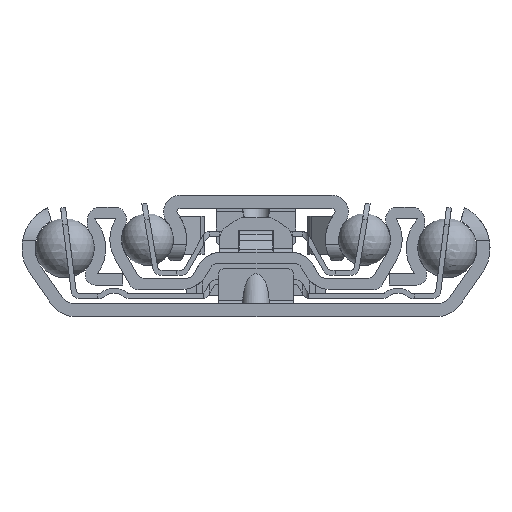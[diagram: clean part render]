
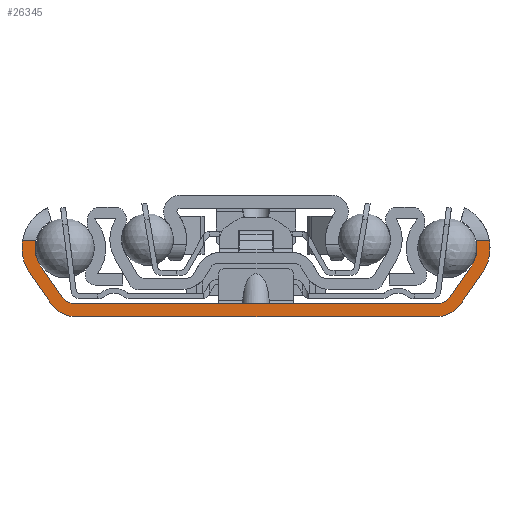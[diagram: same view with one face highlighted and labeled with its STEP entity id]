
A CAD part, left-side view. The second image highlights one B-rep face of the part: STEP entity #26345.
In plain terms, the highlighted planar face has unit normal (-1, 0, 0).
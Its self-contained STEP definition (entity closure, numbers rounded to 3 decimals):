
#496=PLANE('',#28185);
#1558=FACE_OUTER_BOUND('',#2933,.T.);
#2933=EDGE_LOOP('',(#18231,#18232,#18233,#18234,#18235,#18236,#18237,#18238,
#18239,#18240,#18241,#18242,#18243,#18244,#18245,#18246));
#4318=LINE('',#38837,#6838);
#4438=LINE('',#40051,#6958);
#4478=LINE('',#40196,#6998);
#4479=LINE('',#40211,#6999);
#4483=LINE('',#40222,#7003);
#4485=LINE('',#40229,#7005);
#4488=LINE('',#40238,#7008);
#4490=LINE('',#40245,#7010);
#6838=VECTOR('',#30686,10.);
#6958=VECTOR('',#31218,10.);
#6998=VECTOR('',#31328,10.);
#6999=VECTOR('',#31333,10.);
#7003=VECTOR('',#31349,10.);
#7005=VECTOR('',#31357,10.);
#7008=VECTOR('',#31370,10.);
#7010=VECTOR('',#31378,10.);
#9457=CIRCLE('',#28113,6.725);
#9466=CIRCLE('',#28124,4.75);
#9477=CIRCLE('',#28170,4.5);
#9478=CIRCLE('',#28173,4.75);
#9479=CIRCLE('',#28176,2.25);
#9480=CIRCLE('',#28178,2.25);
#9481=CIRCLE('',#28181,6.725);
#9482=CIRCLE('',#28184,4.5);
#10637=VERTEX_POINT('',#38835);
#10638=VERTEX_POINT('',#38836);
#10826=VERTEX_POINT('',#39959);
#10827=VERTEX_POINT('',#39972);
#10839=VERTEX_POINT('',#40002);
#10840=VERTEX_POINT('',#40013);
#10845=VERTEX_POINT('',#40049);
#10846=VERTEX_POINT('',#40050);
#10875=VERTEX_POINT('',#40182);
#10877=VERTEX_POINT('',#40199);
#10879=VERTEX_POINT('',#40218);
#10880=VERTEX_POINT('',#40224);
#10881=VERTEX_POINT('',#40228);
#10882=VERTEX_POINT('',#40234);
#10883=VERTEX_POINT('',#40240);
#10884=VERTEX_POINT('',#40244);
#13365=EDGE_CURVE('',#10637,#10638,#4318,.T.);
#13644=EDGE_CURVE('',#10826,#10827,#9457,.T.);
#13661=EDGE_CURVE('',#10839,#10840,#9466,.T.);
#13667=EDGE_CURVE('',#10845,#10846,#4438,.T.);
#13723=EDGE_CURVE('',#10875,#10839,#4478,.T.);
#13726=EDGE_CURVE('',#10877,#10826,#4479,.T.);
#13730=EDGE_CURVE('',#10879,#10845,#9477,.T.);
#13732=EDGE_CURVE('',#10827,#10879,#4483,.T.);
#13734=EDGE_CURVE('',#10880,#10877,#9478,.T.);
#13735=EDGE_CURVE('',#10881,#10880,#4485,.T.);
#13737=EDGE_CURVE('',#10638,#10881,#9479,.T.);
#13738=EDGE_CURVE('',#10882,#10637,#9480,.T.);
#13740=EDGE_CURVE('',#10840,#10882,#4488,.T.);
#13742=EDGE_CURVE('',#10883,#10875,#9481,.T.);
#13743=EDGE_CURVE('',#10884,#10883,#4490,.T.);
#13745=EDGE_CURVE('',#10846,#10884,#9482,.T.);
#18231=ORIENTED_EDGE('',*,*,#13726,.F.);
#18232=ORIENTED_EDGE('',*,*,#13734,.F.);
#18233=ORIENTED_EDGE('',*,*,#13735,.F.);
#18234=ORIENTED_EDGE('',*,*,#13737,.F.);
#18235=ORIENTED_EDGE('',*,*,#13365,.F.);
#18236=ORIENTED_EDGE('',*,*,#13738,.F.);
#18237=ORIENTED_EDGE('',*,*,#13740,.F.);
#18238=ORIENTED_EDGE('',*,*,#13661,.F.);
#18239=ORIENTED_EDGE('',*,*,#13723,.F.);
#18240=ORIENTED_EDGE('',*,*,#13742,.F.);
#18241=ORIENTED_EDGE('',*,*,#13743,.F.);
#18242=ORIENTED_EDGE('',*,*,#13745,.F.);
#18243=ORIENTED_EDGE('',*,*,#13667,.F.);
#18244=ORIENTED_EDGE('',*,*,#13730,.F.);
#18245=ORIENTED_EDGE('',*,*,#13732,.F.);
#18246=ORIENTED_EDGE('',*,*,#13644,.F.);
#26345=ADVANCED_FACE('',(#1558),#496,.F.);
#28113=AXIS2_PLACEMENT_3D('',#39973,#31178,#31179);
#28124=AXIS2_PLACEMENT_3D('',#40014,#31207,#31208);
#28170=AXIS2_PLACEMENT_3D('',#40219,#31344,#31345);
#28173=AXIS2_PLACEMENT_3D('',#40226,#31353,#31354);
#28176=AXIS2_PLACEMENT_3D('',#40232,#31361,#31362);
#28178=AXIS2_PLACEMENT_3D('',#40235,#31365,#31366);
#28181=AXIS2_PLACEMENT_3D('',#40242,#31374,#31375);
#28184=AXIS2_PLACEMENT_3D('',#40248,#31382,#31383);
#28185=AXIS2_PLACEMENT_3D('',#40249,#31384,#31385);
#30686=DIRECTION('',(0.,-1.,0.));
#31178=DIRECTION('center_axis',(1.,0.,0.));
#31179=DIRECTION('ref_axis',(0.,-0.421,0.907));
#31207=DIRECTION('center_axis',(-1.,0.,0.));
#31208=DIRECTION('ref_axis',(0.,-0.819,0.574));
#31218=DIRECTION('',(0.,1.,0.));
#31328=DIRECTION('',(0.,-1.,0.));
#31333=DIRECTION('',(0.,-1.,0.));
#31344=DIRECTION('center_axis',(1.,0.,0.));
#31345=DIRECTION('ref_axis',(0.,-0.819,-0.574));
#31349=DIRECTION('',(0.,0.574,-0.819));
#31353=DIRECTION('center_axis',(-1.,0.,0.));
#31354=DIRECTION('ref_axis',(0.,0.489,-0.872));
#31357=DIRECTION('',(0.,-0.574,0.819));
#31361=DIRECTION('center_axis',(-1.,0.,0.));
#31362=DIRECTION('ref_axis',(0.,0.819,0.574));
#31365=DIRECTION('center_axis',(-1.,0.,0.));
#31366=DIRECTION('ref_axis',(0.,0.,1.));
#31370=DIRECTION('',(0.,-0.574,-0.819));
#31374=DIRECTION('center_axis',(1.,0.,0.));
#31375=DIRECTION('ref_axis',(0.,0.819,-0.574));
#31378=DIRECTION('',(0.,0.574,0.819));
#31382=DIRECTION('center_axis',(1.,0.,0.));
#31383=DIRECTION('ref_axis',(0.,0.,-1.));
#31384=DIRECTION('center_axis',(1.,0.,0.));
#31385=DIRECTION('ref_axis',(0.,0.,-1.));
#38835=CARTESIAN_POINT('',(0.,27.471,2.));
#38836=CARTESIAN_POINT('',(0.,-27.471,2.));
#38837=CARTESIAN_POINT('',(0.,27.471,2.));
#39959=CARTESIAN_POINT('',(0.,-35.359,11.5));
#39972=CARTESIAN_POINT('',(0.,-34.234,6.543));
#39973=CARTESIAN_POINT('Origin',(0.,-28.725,10.4));
#40002=CARTESIAN_POINT('',(0.,33.346,11.5));
#40013=CARTESIAN_POINT('',(0.,32.616,7.676));
#40014=CARTESIAN_POINT('Origin',(0.,28.725,10.4));
#40049=CARTESIAN_POINT('',(0.,-27.31,0.));
#40050=CARTESIAN_POINT('',(0.,27.31,0.));
#40051=CARTESIAN_POINT('',(0.,0.,0.));
#40182=CARTESIAN_POINT('',(0.,35.359,11.5));
#40196=CARTESIAN_POINT('',(0.,0.,11.5));
#40199=CARTESIAN_POINT('',(0.,-33.346,11.5));
#40211=CARTESIAN_POINT('',(0.,0.,11.5));
#40218=CARTESIAN_POINT('',(0.,-30.996,1.919));
#40219=CARTESIAN_POINT('Origin',(0.,-27.31,4.5));
#40222=CARTESIAN_POINT('',(0.,-34.234,6.543));
#40224=CARTESIAN_POINT('',(0.,-32.616,7.676));
#40226=CARTESIAN_POINT('Origin',(0.,-28.725,10.4));
#40228=CARTESIAN_POINT('',(0.,-29.314,2.959));
#40229=CARTESIAN_POINT('',(0.,-29.314,2.959));
#40232=CARTESIAN_POINT('Origin',(0.,-27.471,4.25));
#40234=CARTESIAN_POINT('',(0.,29.314,2.959));
#40235=CARTESIAN_POINT('Origin',(0.,27.471,4.25));
#40238=CARTESIAN_POINT('',(0.,32.616,7.676));
#40240=CARTESIAN_POINT('',(0.,34.234,6.543));
#40242=CARTESIAN_POINT('Origin',(0.,28.725,10.4));
#40244=CARTESIAN_POINT('',(0.,30.996,1.919));
#40245=CARTESIAN_POINT('',(0.,30.996,1.919));
#40248=CARTESIAN_POINT('Origin',(0.,27.31,4.5));
#40249=CARTESIAN_POINT('Origin',(0.,0.,3.636));
